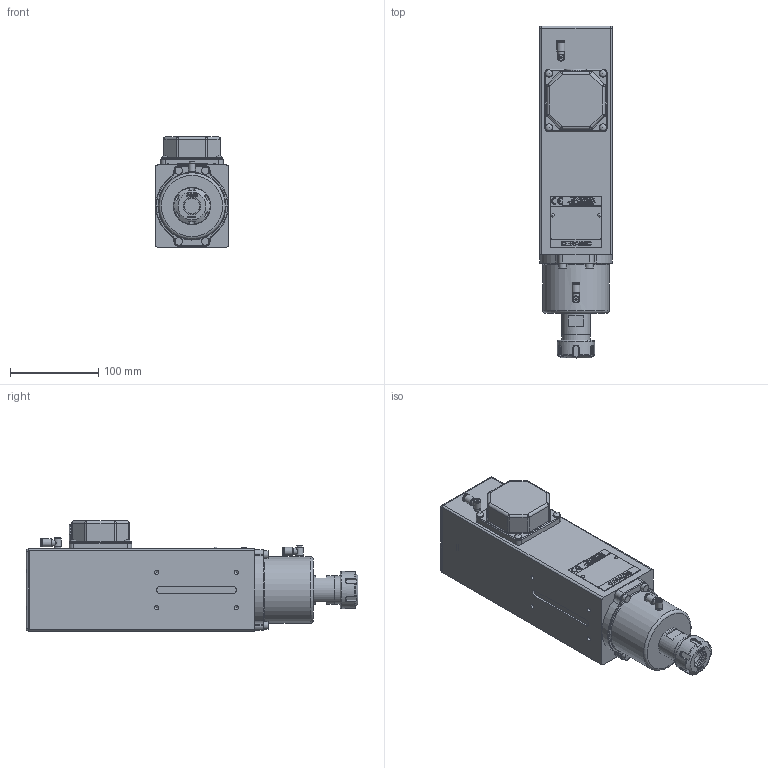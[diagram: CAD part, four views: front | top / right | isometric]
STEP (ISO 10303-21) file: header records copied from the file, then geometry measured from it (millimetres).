
FILE_DESCRIPTION( ( 'Unknown' ), '1' );
FILE_NAME( 'COM41470469.stp', 'Unknown', ( 'Unknown' ), ( 'Unknown' ), 'PSStep 17.0.49', 'Unknown', ' ' );
FILE_SCHEMA( ( 'AUTOMOTIVE_DESIGN { 1 0 10303 214 1 1 1 1 }' ) );
Length unit declared in the file: millimetre
Products named in the file (1): SEE02078
Bounding box: 83 x 375.3 x 124.7 mm (x, y, z)
Volume: 2432637.4 mm3; surface area: 145155.4 mm2
Topology: 1 solids, 6 shells, 1665 faces, 4428 edges, 2904 vertices
Faces by surface type: plane 1245, cylinder 250, extrusion 58, cone 35, bspline 34, torus 24, sphere 19
Full cylindrical faces by diameter (mm): 2.3 x2, 2.49 x2, 2.5 x2, 4.917 x20, 6.4 x2, 6.667 x2, 7.2 x2, 7.6 x2, 8 x6, 8.5 x4, 9 x4, 17.294 x1, 18 x1, 25 x1, 27 x1, 30.376 x1, 32 x1, 32.5 x2, 42 x1, 75 x1
Entity records: 66282 total; most frequent: CARTESIAN_POINT 14733, ORIENTED_EDGE 8488, DIRECTION 6635, EDGE_CURVE 4244, VERTEX_POINT 2862, VECTOR 2355, LINE 2297, AXIS2_PLACEMENT_3D 2140
